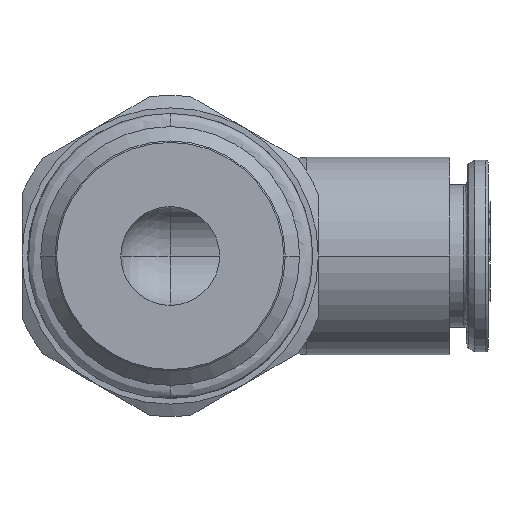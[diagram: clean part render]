
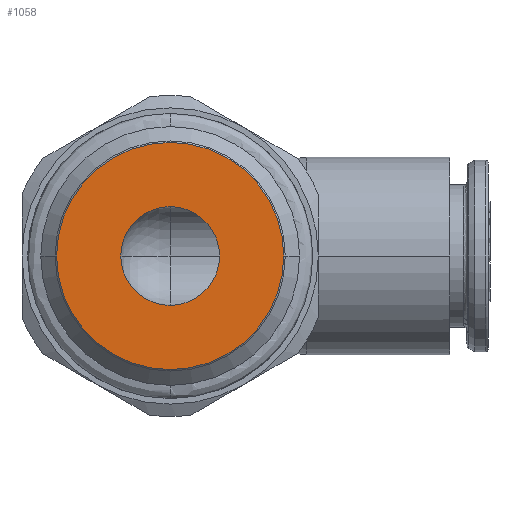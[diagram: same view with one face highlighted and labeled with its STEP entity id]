
A CAD part, front view. The second image highlights one B-rep face of the part: STEP entity #1058.
In plain terms, the highlighted planar face has unit normal (0, -1, 0).
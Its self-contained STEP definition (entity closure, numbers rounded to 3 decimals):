
#1058=ADVANCED_FACE('',(#2800,#2801),#2802,.T.);
#2800=FACE_OUTER_BOUND('',#7525,.T.);
#2801=FACE_BOUND('',#7526,.T.);
#2802=PLANE('',#7527);
#7525=EDGE_LOOP('',(#13926,#13927));
#7526=EDGE_LOOP('',(#13928,#13929));
#7527=AXIS2_PLACEMENT_3D('',#13930,#13931,#13932);
#13926=ORIENTED_EDGE('',*,*,#16462,.F.);
#13927=ORIENTED_EDGE('',*,*,#16463,.F.);
#13928=ORIENTED_EDGE('',*,*,#16464,.F.);
#13929=ORIENTED_EDGE('',*,*,#16461,.F.);
#13930=CARTESIAN_POINT('',(0.0,-37.85,0.0));
#13931=DIRECTION('',(0.0,-1.0,0.0));
#13932=DIRECTION('',(0.0,0.0,-1.0));
#16461=EDGE_CURVE('',#19926,#19924,#19928,.T.);
#16462=EDGE_CURVE('',#19929,#19930,#19931,.T.);
#16463=EDGE_CURVE('',#19930,#19929,#19932,.T.);
#16464=EDGE_CURVE('',#19924,#19926,#19933,.T.);
#19924=VERTEX_POINT('',#26839);
#19926=VERTEX_POINT('',#26842);
#19928=CIRCLE('',#26845,4.0);
#19929=VERTEX_POINT('',#26846);
#19930=VERTEX_POINT('',#26847);
#19931=CIRCLE('',#26848,9.2);
#19932=CIRCLE('',#26849,9.2);
#19933=CIRCLE('',#26850,4.0);
#26839=CARTESIAN_POINT('',(0.0,-37.85,-4.0));
#26842=CARTESIAN_POINT('',(0.0,-37.85,4.0));
#26845=AXIS2_PLACEMENT_3D('',#30376,#30377,#30378);
#26846=CARTESIAN_POINT('',(9.2,-37.85,0.0));
#26847=CARTESIAN_POINT('',(-9.2,-37.85,0.0));
#26848=AXIS2_PLACEMENT_3D('',#30379,#30380,#30381);
#26849=AXIS2_PLACEMENT_3D('',#30382,#30383,#30384);
#26850=AXIS2_PLACEMENT_3D('',#30385,#30386,#30387);
#30376=CARTESIAN_POINT('',(0.0,-37.85,0.0));
#30377=DIRECTION('',(0.0,-1.0,0.0));
#30378=DIRECTION('',(0.0,0.0,1.0));
#30379=CARTESIAN_POINT('',(0.0,-37.85,0.0));
#30380=DIRECTION('',(-0.0,1.0,0.0));
#30381=DIRECTION('',(1.0,0.0,0.0));
#30382=CARTESIAN_POINT('',(0.0,-37.85,0.0));
#30383=DIRECTION('',(0.0,1.0,0.0));
#30384=DIRECTION('',(-1.0,0.0,0.0));
#30385=CARTESIAN_POINT('',(0.0,-37.85,0.0));
#30386=DIRECTION('',(0.0,-1.0,0.0));
#30387=DIRECTION('',(0.0,0.0,-1.0));
